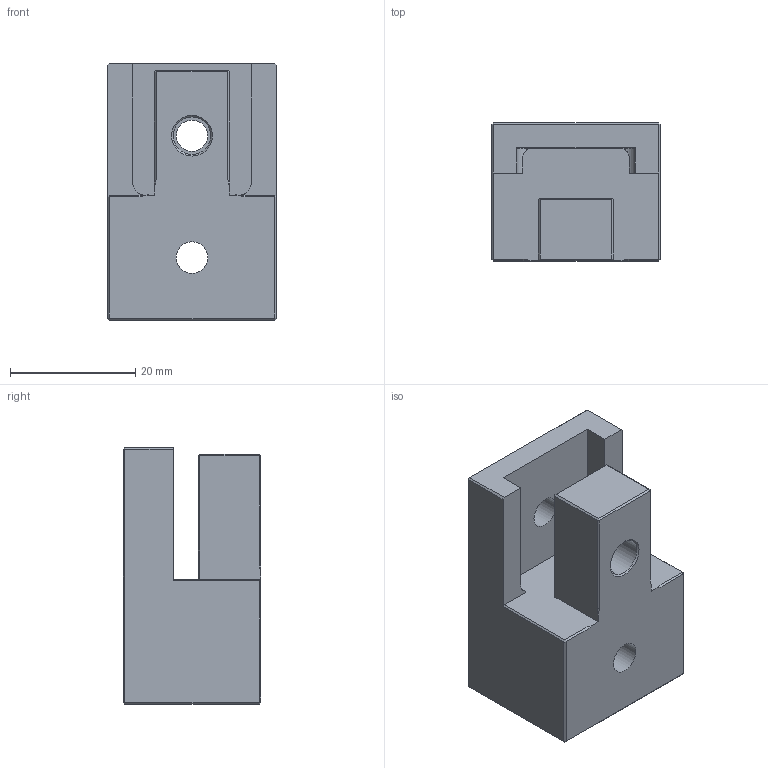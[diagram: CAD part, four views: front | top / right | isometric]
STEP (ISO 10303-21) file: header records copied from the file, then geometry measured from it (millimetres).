
FILE_DESCRIPTION( ( 'STEP AP203' ), '1' );
FILE_NAME( ' ', ' ', ( ' ' ), ( ' ' ), 'PSStep 10.0', ' ', ' ' );
FILE_SCHEMA( ( 'CONFIG_CONTROL_DESIGN' ) );
Length unit declared in the file: millimetre
Products named in the file (1): 1
Bounding box: 27 x 22 x 41 mm (x, y, z)
Volume: 16409.8 mm3; surface area: 6060.3 mm2
Topology: 1 solids, 1 shells, 67 faces, 173 edges, 108 vertices
Faces by surface type: plane 51, cylinder 11, cone 5
Full cylindrical faces by diameter (mm): 5 x1, 5.055 x1, 6 x1
Entity records: 2029 total; most frequent: CARTESIAN_POINT 383, ORIENTED_EDGE 332, DIRECTION 315, EDGE_CURVE 166, LINE 137, VECTOR 137, VERTEX_POINT 105, AXIS2_PLACEMENT_3D 89
